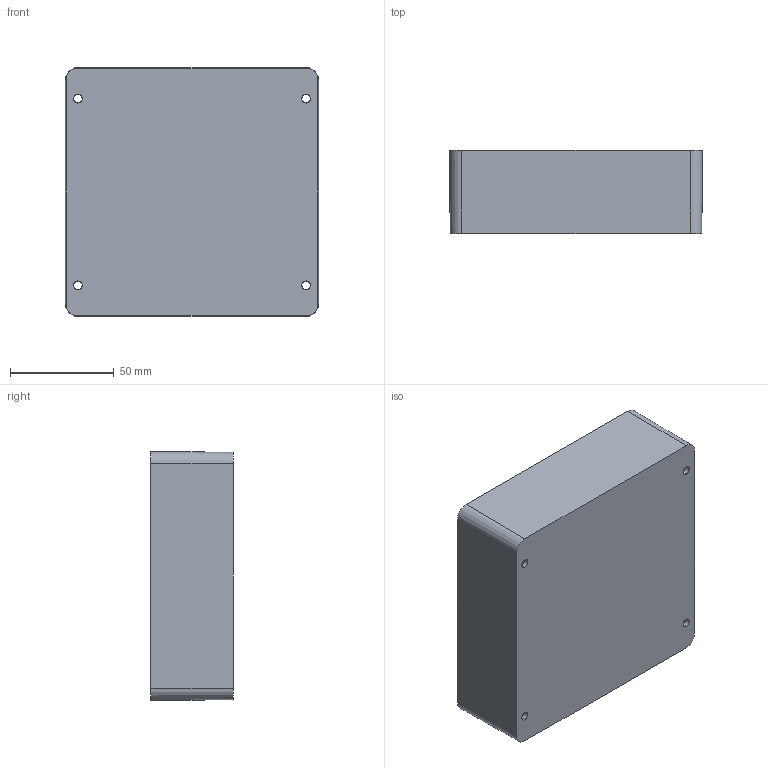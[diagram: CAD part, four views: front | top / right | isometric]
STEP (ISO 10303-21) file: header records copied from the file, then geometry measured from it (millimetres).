
FILE_DESCRIPTION (( 'STEP AP203' ), '1' );
FILE_NAME ('FIBOX_EU121204B.STEP', '2005-08-31T09:41:25', ( ' ' ), ( ' ' ), 'SwSTEP 2.0', 'SolidWorks 2005187', '' );
FILE_SCHEMA (( 'CONFIG_CONTROL_DESIGN' ));
Length unit declared in the file: millimetre
Products named in the file (1): FIBOX_EU121204B
Bounding box: 122 x 40 x 120 mm (x, y, z)
Volume: 111741.3 mm3; surface area: 71213.1 mm2
Topology: 1 solids, 1 shells, 202 faces, 477 edges, 318 vertices
Faces by surface type: plane 102, cylinder 84, cone 16
Entity records: 5974 total; most frequent: DIRECTION 1083, CARTESIAN_POINT 998, ORIENTED_EDGE 954, EDGE_CURVE 477, AXIS2_PLACEMENT_3D 403, VERTEX_POINT 318, VECTOR 277, LINE 277
